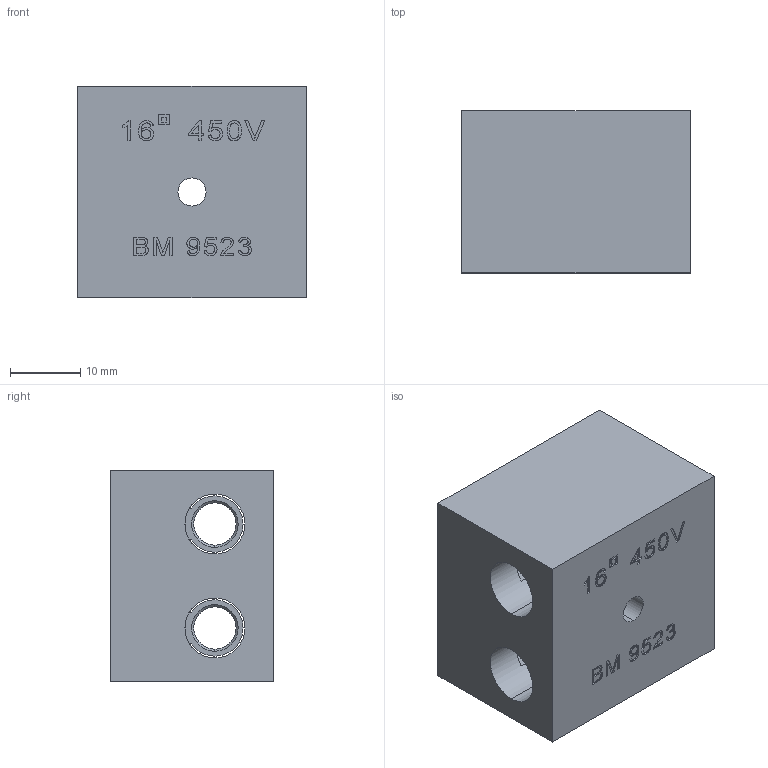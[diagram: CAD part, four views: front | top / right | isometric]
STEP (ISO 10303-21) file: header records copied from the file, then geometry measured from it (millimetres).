
FILE_DESCRIPTION (( 'STEP AP203' ), '1' );
FILE_NAME ('9523.STEP', '2025-09-26T11:18:21', ( '' ), ( '' ), 'SwSTEP 2.0', 'SolidWorks 2022', '' );
FILE_SCHEMA (( 'CONFIG_CONTROL_DESIGN' ));
Length unit declared in the file: millimetre
Products named in the file (4): SABUS9522; SAINVSTEA9523; 9523; SAVMIC485
Assembly tree (7 placements, depth 2):
  9523
    SAINVSTEA9523
    SABUS9522  x2
    SAVMIC485  x4
Bounding box: 32.4 x 23 x 30 mm (x, y, z)
Volume: 18062.3 mm3; surface area: 10047.4 mm2
Topology: 7 solids, 7 shells, 325 faces, 838 edges, 548 vertices
Faces by surface type: plane 164, bspline 95, cylinder 42, cone 24
Entity records: 13954 total; most frequent: CARTESIAN_POINT 7325, ORIENTED_EDGE 1420, DIRECTION 962, EDGE_CURVE 710, VERTEX_POINT 466, VECTOR 428, LINE 428, EDGE_LOOP 306
